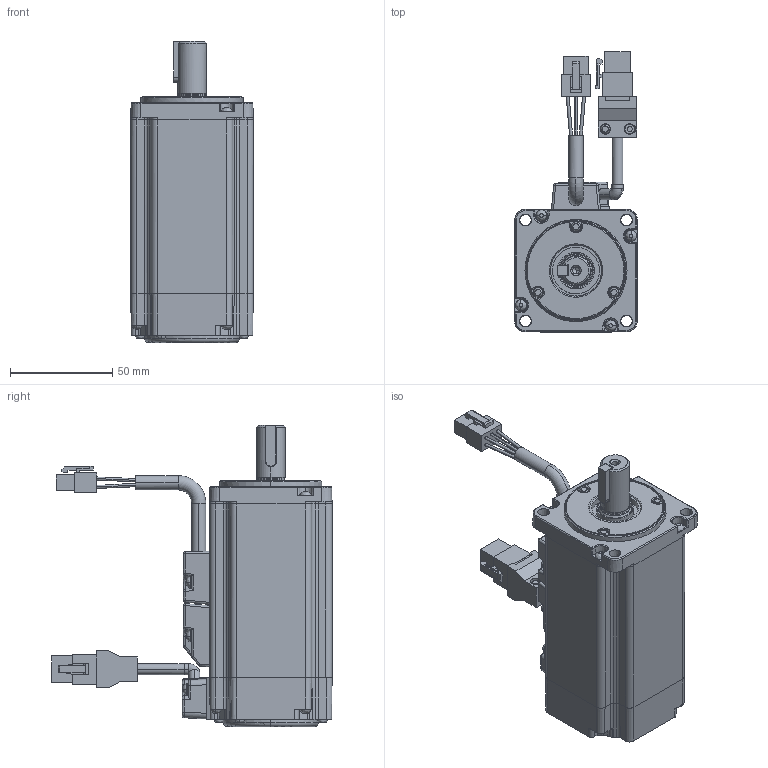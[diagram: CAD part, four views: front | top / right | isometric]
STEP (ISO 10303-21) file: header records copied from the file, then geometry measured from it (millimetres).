
FILE_DESCRIPTION (( 'STEP AP214' ), '1' );
FILE_NAME ('SV2L-202B.STEP', '2024-12-11T13:00:15', ( '' ), ( '' ), 'SwSTEP 2.0', 'SolidWorks 2021', '' );
FILE_SCHEMA (( 'AUTOMOTIVE_DESIGN' ));
Length unit declared in the file: millimetre
Products named in the file (1): SV2L-202B
Bounding box: 60.03 x 137.34 x 147.6 mm (x, y, z)
Volume: 416650.1 mm3; surface area: 47975.5 mm2
Topology: 2 solids, 2 shells, 782 faces, 1980 edges, 1239 vertices
Faces by surface type: plane 320, cylinder 246, cone 94, bspline 57, torus 37, sphere 28
Entity records: 33029 total; most frequent: CARTESIAN_POINT 16135, ORIENTED_EDGE 3928, DIRECTION 2768, EDGE_CURVE 1964, VERTEX_POINT 1235, AXIS2_PLACEMENT_3D 941, VECTOR 886, LINE 886
